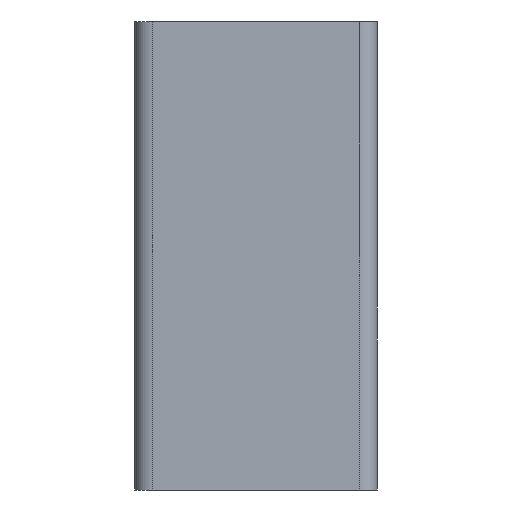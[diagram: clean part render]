
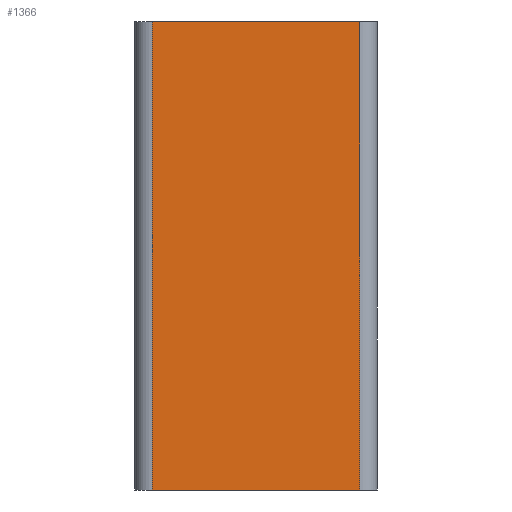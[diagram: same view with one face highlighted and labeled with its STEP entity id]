
A CAD part, left-side view. The second image highlights one B-rep face of the part: STEP entity #1366.
In plain terms, the highlighted planar face has unit normal (-1, 0, 0).
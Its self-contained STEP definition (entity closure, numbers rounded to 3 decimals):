
#17 = EDGE_LOOP ( 'NONE', ( #1542, #1543, #1544, #1545 ) ) ;
#556 = VECTOR ( 'NONE', #836, 1000. ) ;
#560 = VECTOR ( 'NONE', #849, 1000. ) ;
#562 = VECTOR ( 'NONE', #842, 1000. ) ;
#566 = VECTOR ( 'NONE', #846, 1000. ) ;
#816 = CARTESIAN_POINT ( 'NONE',  ( -80., 65., 67.5 ) ) ;
#826 = LINE ( 'NONE', #816, #556 ) ;
#831 = CARTESIAN_POINT ( 'NONE',  ( -80., 5., -67.5 ) ) ;
#835 = LINE ( 'NONE', #831, #562 ) ;
#836 = DIRECTION ( 'NONE',  ( 0., 0., -1. ) ) ;
#838 = LINE ( 'NONE', #847, #560 ) ;
#842 = DIRECTION ( 'NONE',  ( 0., -1., 0. ) ) ;
#843 = LINE ( 'NONE', #845, #566 ) ;
#845 = CARTESIAN_POINT ( 'NONE',  ( -80., 5., 67.5 ) ) ;
#846 = DIRECTION ( 'NONE',  ( 0., 0., -1. ) ) ;
#847 = CARTESIAN_POINT ( 'NONE',  ( -80., 5., 67.5 ) ) ;
#849 = DIRECTION ( 'NONE',  ( 0., -1., 0. ) ) ;
#890 = CARTESIAN_POINT ( 'NONE',  ( -80., 65., 67.5 ) ) ;
#892 = CARTESIAN_POINT ( 'NONE',  ( -80., 65., -67.5 ) ) ;
#937 = CARTESIAN_POINT ( 'NONE',  ( -80., 5., -67.5 ) ) ;
#939 = CARTESIAN_POINT ( 'NONE',  ( -80., 5., 67.5 ) ) ;
#1084 = VERTEX_POINT ( 'NONE', #937 ) ;
#1086 = VERTEX_POINT ( 'NONE', #939 ) ;
#1106 = VERTEX_POINT ( 'NONE', #890 ) ;
#1108 = VERTEX_POINT ( 'NONE', #892 ) ;
#1183 = AXIS2_PLACEMENT_3D ( 'NONE', #1854, #1855, #1856 ) ;
#1273 = EDGE_CURVE ( 'NONE', #1106, #1108, #826, .T. ) ;
#1275 = EDGE_CURVE ( 'NONE', #1108, #1084, #835, .T. ) ;
#1276 = EDGE_CURVE ( 'NONE', #1086, #1084, #843, .T. ) ;
#1277 = EDGE_CURVE ( 'NONE', #1106, #1086, #838, .T. ) ;
#1366 = ADVANCED_FACE ( 'NONE', ( #1843 ), #1844, .F. ) ;
#1542 = ORIENTED_EDGE ( 'NONE', *, *, #1275, .T. ) ;
#1543 = ORIENTED_EDGE ( 'NONE', *, *, #1276, .F. ) ;
#1544 = ORIENTED_EDGE ( 'NONE', *, *, #1277, .F. ) ;
#1545 = ORIENTED_EDGE ( 'NONE', *, *, #1273, .T. ) ;
#1843 = FACE_OUTER_BOUND ( 'NONE', #17, .T. ) ;
#1844 = PLANE ( 'NONE',  #1183 ) ;
#1854 = CARTESIAN_POINT ( 'NONE',  ( -80., 5., 67.5 ) ) ;
#1855 = DIRECTION ( 'NONE',  ( 1., 0., 0. ) ) ;
#1856 = DIRECTION ( 'NONE',  ( 0., 0., -1. ) ) ;
